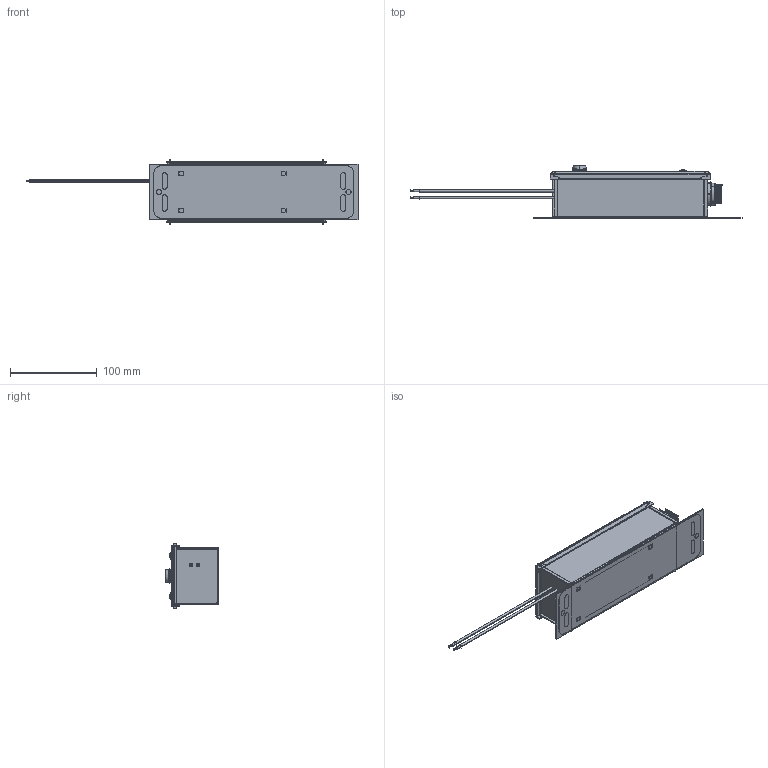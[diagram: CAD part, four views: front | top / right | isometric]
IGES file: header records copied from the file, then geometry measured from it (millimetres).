
Start section:  PTC IGES file: 192615.igs
Global section: file name: 192615.igs; native system: Creo Parametric by Parametric Technology Corporation; preprocessor: 2013230; author: pdmadmin; organization: Unknown; date: 20160127.155843; units: millimetre
Bounding box: 383.19 x 61.43 x 73.96 mm (x, y, z)
Volume: 97017.8 mm3; surface area: 735047 mm2
Topology: 37 solids, 43 shells, 1980 faces, 9578 edges, 12064 vertices
Faces by surface type: revolution 1078, bspline 902
